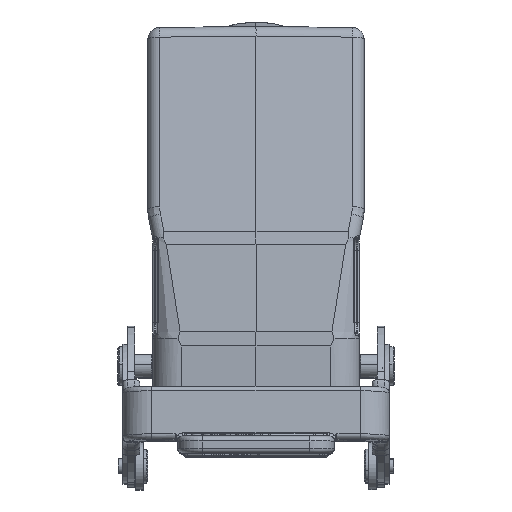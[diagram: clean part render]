
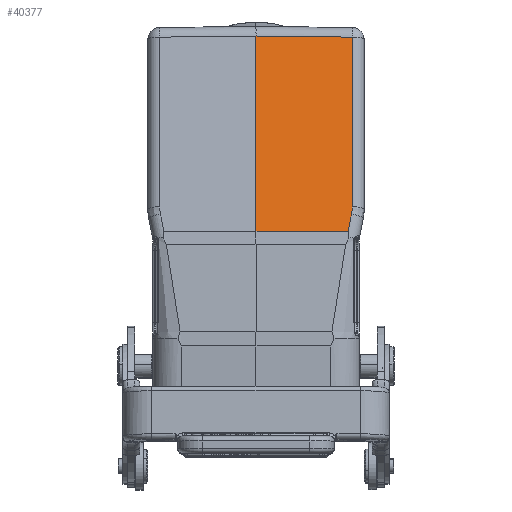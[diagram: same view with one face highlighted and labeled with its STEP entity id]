
A CAD part, top view. The second image highlights one B-rep face of the part: STEP entity #40377.
In plain terms, the highlighted planar face has unit normal (0.009, 0.19, 0.982).
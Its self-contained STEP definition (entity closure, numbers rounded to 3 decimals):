
#4266=DIRECTION('',(1.,-0.009,-0.007));
#4267=VECTOR('',#4266,20.023);
#4268=CARTESIAN_POINT('',(0.,19.39,
49.891));
#4269=LINE('',#4268,#4267);
#4270=CARTESIAN_POINT('',(20.022,-16.12,56.573));
#4271=CARTESIAN_POINT('',(20.022,-16.614,56.669));
#4272=CARTESIAN_POINT('',(19.973,-17.107,56.764));
#4273=CARTESIAN_POINT('',(19.876,-17.591,56.859));
#4275=DIRECTION('',(-0.193,-0.963,0.188));
#4276=VECTOR('',#4275,3.79);
#4277=CARTESIAN_POINT('',(19.876,-17.591,56.859));
#4278=LINE('',#4277,#4276);
#4279=DIRECTION('',(-1.,0.,0.009));
#4280=VECTOR('',#4279,19.147);
#4281=CARTESIAN_POINT('',(19.146,-21.241,57.57));
#4282=LINE('',#4281,#4280);
#4300=DIRECTION('',(0.,-0.982,0.19));
#4301=VECTOR('',#4300,41.382);
#4302=CARTESIAN_POINT('',(0.,19.39,
49.891));
#4303=LINE('',#4302,#4301);
#6337=DIRECTION('',(0.,0.982,-0.19));
#6338=VECTOR('',#6337,35.988);
#6339=CARTESIAN_POINT('',(20.022,-16.12,56.573));
#6340=LINE('',#6339,#6338);
#25657=CARTESIAN_POINT('',(19.876,-17.591,
56.859));
#25658=CARTESIAN_POINT('',(19.146,-21.241,
57.57));
#25659=VERTEX_POINT('',#25657);
#25660=VERTEX_POINT('',#25658);
#25662=CARTESIAN_POINT('',(0.,19.39,
49.891));
#25663=CARTESIAN_POINT('',(0.,-21.241,
57.74));
#25664=VERTEX_POINT('',#25662);
#25665=VERTEX_POINT('',#25663);
#25666=CARTESIAN_POINT('',(20.021,19.215,49.747));
#25667=VERTEX_POINT('',#25666);
#25668=CARTESIAN_POINT('',(20.022,-16.12,
56.573));
#25669=VERTEX_POINT('',#25668);
#40359=CARTESIAN_POINT('',(0.,-22.585,58.));
#40360=DIRECTION('',(0.009,0.19,0.982));
#40361=DIRECTION('',(0.,-0.982,0.19));
#40362=AXIS2_PLACEMENT_3D('',#40359,#40360,#40361);
#40363=PLANE('',#40362);
#40365=ORIENTED_EDGE('',*,*,#40364,.F.);
#40367=ORIENTED_EDGE('',*,*,#40366,.T.);
#40369=ORIENTED_EDGE('',*,*,#40368,.F.);
#40371=ORIENTED_EDGE('',*,*,#40370,.T.);
#40372=ORIENTED_EDGE('',*,*,#40344,.T.);
#40374=ORIENTED_EDGE('',*,*,#40373,.T.);
#40375=EDGE_LOOP('',(#40365,#40367,#40369,#40371,#40372,#40374));
#40376=FACE_OUTER_BOUND('',#40375,.F.);
#40377=ADVANCED_FACE('',(#40376),#40363,.T.);
#4274=B_SPLINE_CURVE_WITH_KNOTS('',3,(#4270,#4271,#4272,#4273),.UNSPECIFIED.,
.F.,.F.,(4,4),(0.,1.),.UNSPECIFIED.);
#40344=EDGE_CURVE('',#25659,#25660,#4278,.T.);
#40364=EDGE_CURVE('',#25664,#25665,#4303,.T.);
#40366=EDGE_CURVE('',#25664,#25667,#4269,.T.);
#40368=EDGE_CURVE('',#25669,#25667,#6340,.T.);
#40370=EDGE_CURVE('',#25669,#25659,#4274,.T.);
#40373=EDGE_CURVE('',#25660,#25665,#4282,.T.);
